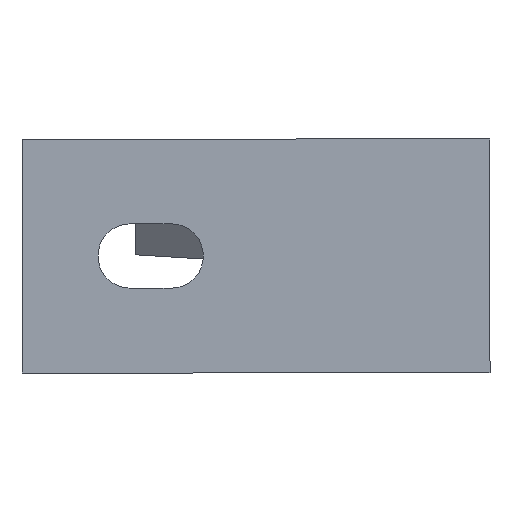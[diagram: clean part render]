
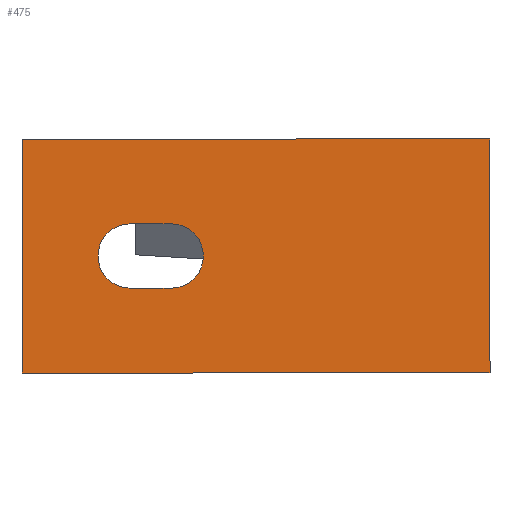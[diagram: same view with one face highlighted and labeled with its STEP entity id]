
A CAD part, left-side view. The second image highlights one B-rep face of the part: STEP entity #475.
In plain terms, the highlighted face is planar.
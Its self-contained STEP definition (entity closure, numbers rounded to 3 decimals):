
#2 = CARTESIAN_POINT ( 'NONE',  ( 5.5, 61.5, -6. ) ) ;
#49 = ORIENTED_EDGE ( 'NONE', *, *, #807, .T. ) ;
#197 = VECTOR ( 'NONE', #1974, 1000. ) ;
#203 = ORIENTED_EDGE ( 'NONE', *, *, #2103, .T. ) ;
#233 = CARTESIAN_POINT ( 'NONE',  ( 0., 54.5, -6. ) ) ;
#328 = EDGE_LOOP ( 'NONE', ( #1079, #738, #1504, #339 ) ) ;
#339 = ORIENTED_EDGE ( 'NONE', *, *, #1317, .F. ) ;
#381 = VECTOR ( 'NONE', #435, 1000. ) ;
#405 = ORIENTED_EDGE ( 'NONE', *, *, #2281, .T. ) ;
#409 = CARTESIAN_POINT ( 'NONE',  ( 0., 61.5, -6. ) ) ;
#435 = DIRECTION ( 'NONE',  ( 0., 1., 0. ) ) ;
#438 = CARTESIAN_POINT ( 'NONE',  ( 20., 0., -6. ) ) ;
#456 = AXIS2_PLACEMENT_3D ( 'NONE', #878, #663, #1755 ) ;
#475 = ADVANCED_FACE ( 'NONE', ( #860, #505 ), #1196, .T. ) ;
#505 = FACE_OUTER_BOUND ( 'NONE', #328, .T. ) ;
#663 = DIRECTION ( 'NONE',  ( 0., 0., -1. ) ) ;
#737 = CARTESIAN_POINT ( 'NONE',  ( -20., 80., -6. ) ) ;
#738 = ORIENTED_EDGE ( 'NONE', *, *, #1957, .F. ) ;
#742 = CARTESIAN_POINT ( 'NONE',  ( 5.5, 54.5, -6. ) ) ;
#768 = EDGE_CURVE ( 'NONE', #1465, #885, #1097, .T. ) ;
#807 = EDGE_CURVE ( 'NONE', #1226, #1465, #1692, .T. ) ;
#819 = EDGE_CURVE ( 'NONE', #2161, #2047, #1293, .T. ) ;
#860 = FACE_BOUND ( 'NONE', #1084, .T. ) ;
#872 = AXIS2_PLACEMENT_3D ( 'NONE', #409, #1114, #1505 ) ;
#878 = CARTESIAN_POINT ( 'NONE',  ( -20., 80., -6. ) ) ;
#885 = VERTEX_POINT ( 'NONE', #1751 ) ;
#942 = DIRECTION ( 'NONE',  ( 0., 1., 0. ) ) ;
#963 = VECTOR ( 'NONE', #1369, 1000. ) ;
#1001 = LINE ( 'NONE', #1300, #2294 ) ;
#1062 = CARTESIAN_POINT ( 'NONE',  ( -20., 0., -6. ) ) ;
#1079 = ORIENTED_EDGE ( 'NONE', *, *, #1190, .F. ) ;
#1084 = EDGE_LOOP ( 'NONE', ( #405, #49, #1126, #203 ) ) ;
#1096 = VERTEX_POINT ( 'NONE', #737 ) ;
#1097 = CIRCLE ( 'NONE', #872, 5.5 ) ;
#1114 = DIRECTION ( 'NONE',  ( 0., 0., 1. ) ) ;
#1126 = ORIENTED_EDGE ( 'NONE', *, *, #768, .T. ) ;
#1143 = CARTESIAN_POINT ( 'NONE',  ( -5.5, 54.5, -6. ) ) ;
#1190 = EDGE_CURVE ( 'NONE', #1096, #1566, #1001, .T. ) ;
#1196 = PLANE ( 'NONE',  #456 ) ;
#1226 = VERTEX_POINT ( 'NONE', #742 ) ;
#1293 = LINE ( 'NONE', #1319, #381 ) ;
#1300 = CARTESIAN_POINT ( 'NONE',  ( -20., 0., -6. ) ) ;
#1317 = EDGE_CURVE ( 'NONE', #1566, #2161, #2225, .T. ) ;
#1319 = CARTESIAN_POINT ( 'NONE',  ( 20., 0., -6. ) ) ;
#1369 = DIRECTION ( 'NONE',  ( 0., -1., 0. ) ) ;
#1461 = LINE ( 'NONE', #2190, #1493 ) ;
#1465 = VERTEX_POINT ( 'NONE', #2 ) ;
#1479 = DIRECTION ( 'NONE',  ( 1., 0., 0. ) ) ;
#1488 = CARTESIAN_POINT ( 'NONE',  ( -20., 0., -6. ) ) ;
#1493 = VECTOR ( 'NONE', #1831, 1000. ) ;
#1504 = ORIENTED_EDGE ( 'NONE', *, *, #819, .F. ) ;
#1505 = DIRECTION ( 'NONE',  ( 1., 0., 0. ) ) ;
#1525 = CARTESIAN_POINT ( 'NONE',  ( 20., 80., -6. ) ) ;
#1566 = VERTEX_POINT ( 'NONE', #1488 ) ;
#1619 = VERTEX_POINT ( 'NONE', #1143 ) ;
#1644 = CIRCLE ( 'NONE', #2179, 5.5 ) ;
#1692 = LINE ( 'NONE', #2252, #2097 ) ;
#1751 = CARTESIAN_POINT ( 'NONE',  ( -5.5, 61.5, -6. ) ) ;
#1755 = DIRECTION ( 'NONE',  ( -1., 0., 0. ) ) ;
#1809 = DIRECTION ( 'NONE',  ( 0., 0., 1. ) ) ;
#1831 = DIRECTION ( 'NONE',  ( -1., 0., 0. ) ) ;
#1914 = CARTESIAN_POINT ( 'NONE',  ( -5.5, 54.5, -6. ) ) ;
#1943 = LINE ( 'NONE', #1914, #963 ) ;
#1957 = EDGE_CURVE ( 'NONE', #2047, #1096, #1461, .T. ) ;
#1974 = DIRECTION ( 'NONE',  ( 1., 0., 0. ) ) ;
#2047 = VERTEX_POINT ( 'NONE', #1525 ) ;
#2097 = VECTOR ( 'NONE', #942, 1000. ) ;
#2103 = EDGE_CURVE ( 'NONE', #885, #1619, #1943, .T. ) ;
#2161 = VERTEX_POINT ( 'NONE', #438 ) ;
#2179 = AXIS2_PLACEMENT_3D ( 'NONE', #233, #1809, #1479 ) ;
#2186 = DIRECTION ( 'NONE',  ( 0., -1., 0. ) ) ;
#2190 = CARTESIAN_POINT ( 'NONE',  ( -20., 80., -6. ) ) ;
#2225 = LINE ( 'NONE', #1062, #197 ) ;
#2252 = CARTESIAN_POINT ( 'NONE',  ( 5.5, 54.5, -6. ) ) ;
#2281 = EDGE_CURVE ( 'NONE', #1619, #1226, #1644, .T. ) ;
#2294 = VECTOR ( 'NONE', #2186, 1000. ) ;
